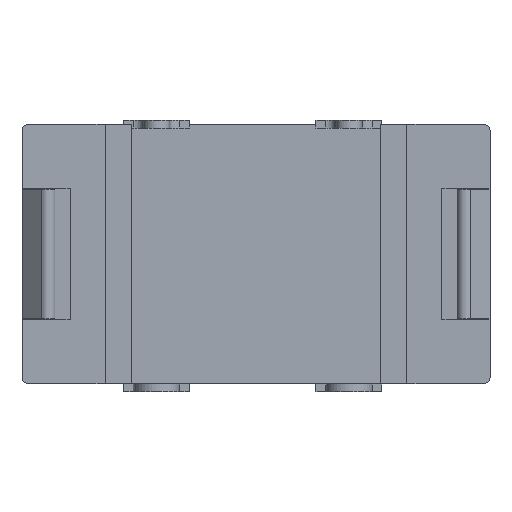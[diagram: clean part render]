
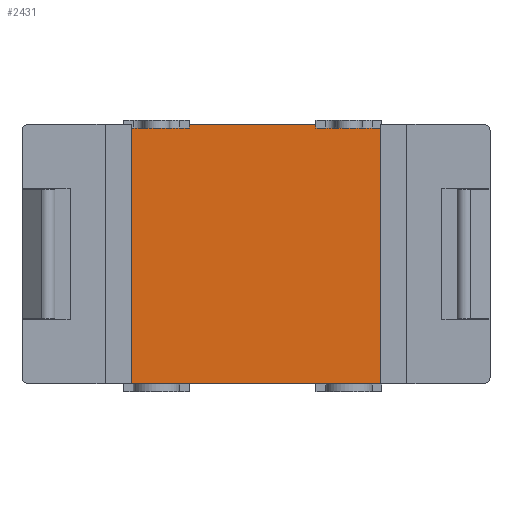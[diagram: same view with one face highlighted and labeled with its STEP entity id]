
A CAD part, front view. The second image highlights one B-rep face of the part: STEP entity #2431.
In plain terms, the highlighted planar face has unit normal (0, -1, 0).
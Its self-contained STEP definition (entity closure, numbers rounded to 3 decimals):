
#1098 = DIRECTION ( 'NONE',  ( 0., 0., 1. ) ) ;
#1099 = VECTOR ( 'NONE', #1098, 1000. ) ;
#1100 = CARTESIAN_POINT ( 'NONE',  ( 4.669, -6.204, -4.727 ) ) ;
#1101 = LINE ( 'NONE', #1100, #1099 ) ;
#1174 = CARTESIAN_POINT ( 'NONE',  ( -4.933, -6.204, -4.714 ) ) ;
#1184 = DIRECTION ( 'NONE',  ( 0., 0., 1. ) ) ;
#1185 = VECTOR ( 'NONE', #1184, 1000. ) ;
#1186 = CARTESIAN_POINT ( 'NONE',  ( -4.933, -6.204, -4.727 ) ) ;
#1187 = LINE ( 'NONE', #1186, #1185 ) ;
#1285 = CARTESIAN_POINT ( 'NONE',  ( 4.669, -6.204, 5.294 ) ) ;
#1310 = DIRECTION ( 'NONE',  ( 1., 0., 0. ) ) ;
#1311 = VECTOR ( 'NONE', #1310, 1000. ) ;
#1312 = CARTESIAN_POINT ( 'NONE',  ( -9.149, -6.204, 5.294 ) ) ;
#1313 = LINE ( 'NONE', #1312, #1311 ) ;
#1314 = CARTESIAN_POINT ( 'NONE',  ( 4.669, -6.204, -4.714 ) ) ;
#2431 = ADVANCED_FACE ( 'NONE', ( #7013 ), #6996, .F. ) ;
#2433 = VERTEX_POINT ( 'NONE', #6997 ) ;
#2530 = ORIENTED_EDGE ( 'NONE', *, *, #2531, .F. ) ;
#2531 = EDGE_CURVE ( 'NONE', #2647, #2638, #7085, .T. ) ;
#2574 = ORIENTED_EDGE ( 'NONE', *, *, #2689, .T. ) ;
#2620 = EDGE_CURVE ( 'NONE', #2638, #2433, #1187, .T. ) ;
#2636 = ORIENTED_EDGE ( 'NONE', *, *, #2620, .F. ) ;
#2638 = VERTEX_POINT ( 'NONE', #1174 ) ;
#2647 = VERTEX_POINT ( 'NONE', #1314 ) ;
#2648 = EDGE_LOOP ( 'NONE', ( #2636, #2530, #2574, #2650 ) ) ;
#2650 = ORIENTED_EDGE ( 'NONE', *, *, #2651, .F. ) ;
#2651 = EDGE_CURVE ( 'NONE', #2433, #2692, #1313, .T. ) ;
#2689 = EDGE_CURVE ( 'NONE', #2647, #2692, #1101, .T. ) ;
#2692 = VERTEX_POINT ( 'NONE', #1285 ) ;
#6951 = CARTESIAN_POINT ( 'NONE',  ( -4.933, -6.204, -4.727 ) ) ;
#6952 = AXIS2_PLACEMENT_3D ( 'NONE', #6951, #7062, #7061 ) ;
#6996 = PLANE ( 'NONE',  #6952 ) ;
#6997 = CARTESIAN_POINT ( 'NONE',  ( -4.933, -6.204, 5.294 ) ) ;
#7013 = FACE_OUTER_BOUND ( 'NONE', #2648, .T. ) ;
#7061 = DIRECTION ( 'NONE',  ( 0., 0., -1. ) ) ;
#7062 = DIRECTION ( 'NONE',  ( 0., 1., 0. ) ) ;
#7085 = LINE ( 'NONE', #7166, #7165 ) ;
#7164 = DIRECTION ( 'NONE',  ( -1., 0., 0. ) ) ;
#7165 = VECTOR ( 'NONE', #7164, 1000. ) ;
#7166 = CARTESIAN_POINT ( 'NONE',  ( -9.149, -6.204, -4.714 ) ) ;
